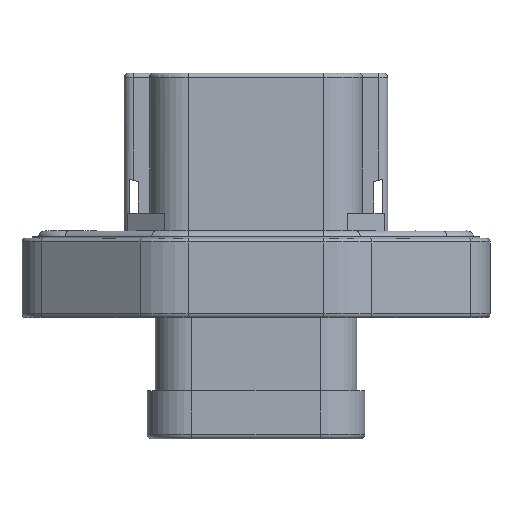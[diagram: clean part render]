
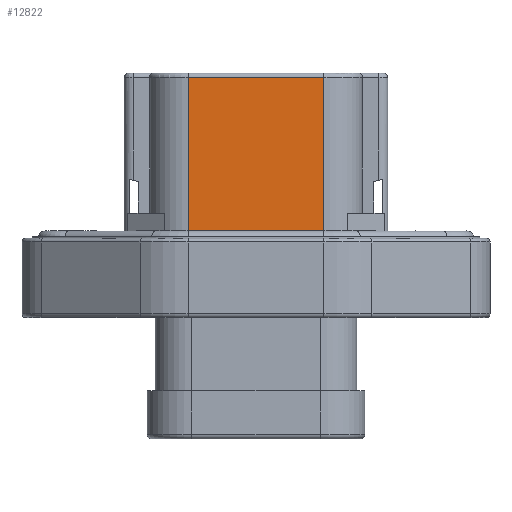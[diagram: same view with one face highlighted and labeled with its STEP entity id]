
A CAD part, front view. The second image highlights one B-rep face of the part: STEP entity #12822.
In plain terms, the highlighted planar face has unit normal (0, -1, 0).
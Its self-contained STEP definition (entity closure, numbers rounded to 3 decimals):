
#3235=DIRECTION('',(1.,0.,0.));
#3236=VECTOR('',#3235,23.52);
#3237=CARTESIAN_POINT('',(-11.76,-15.697,-28.372));
#3238=LINE('',#3237,#3236);
#3239=DIRECTION('',(1.,0.,0.));
#3240=VECTOR('',#3239,23.52);
#3241=CARTESIAN_POINT('',(-11.76,-15.697,-0.762));
#3242=LINE('',#3241,#3240);
#3266=DIRECTION('',(0.,0.,-1.));
#3267=VECTOR('',#3266,27.61);
#3268=CARTESIAN_POINT('',(-11.76,-15.697,-0.762));
#3269=LINE('',#3268,#3267);
#3568=DIRECTION('',(0.,0.,1.));
#3569=VECTOR('',#3568,27.61);
#3570=CARTESIAN_POINT('',(11.76,-15.697,-28.372));
#3571=LINE('',#3570,#3569);
#7518=CARTESIAN_POINT('',(11.76,-15.697,-0.762));
#7519=VERTEX_POINT('',#7518);
#7524=CARTESIAN_POINT('',(-11.76,-15.697,-0.762));
#7525=VERTEX_POINT('',#7524);
#7654=CARTESIAN_POINT('',(-11.76,-15.697,-28.372));
#7655=CARTESIAN_POINT('',(11.76,-15.697,-28.372));
#7656=VERTEX_POINT('',#7654);
#7657=VERTEX_POINT('',#7655);
#12808=CARTESIAN_POINT('',(-11.76,-15.697,0.));
#12809=DIRECTION('',(0.,-1.,0.));
#12810=DIRECTION('',(1.,0.,0.));
#12811=AXIS2_PLACEMENT_3D('',#12808,#12809,#12810);
#12812=PLANE('',#12811);
#12813=ORIENTED_EDGE('',*,*,#8824,.F.);
#12815=ORIENTED_EDGE('',*,*,#12814,.F.);
#12817=ORIENTED_EDGE('',*,*,#12816,.T.);
#12819=ORIENTED_EDGE('',*,*,#12818,.F.);
#12820=EDGE_LOOP('',(#12813,#12815,#12817,#12819));
#12821=FACE_OUTER_BOUND('',#12820,.F.);
#12822=ADVANCED_FACE('',(#12821),#12812,.T.);
#8824=EDGE_CURVE('',#7656,#7657,#3238,.T.);
#12814=EDGE_CURVE('',#7525,#7656,#3269,.T.);
#12816=EDGE_CURVE('',#7525,#7519,#3242,.T.);
#12818=EDGE_CURVE('',#7657,#7519,#3571,.T.);
